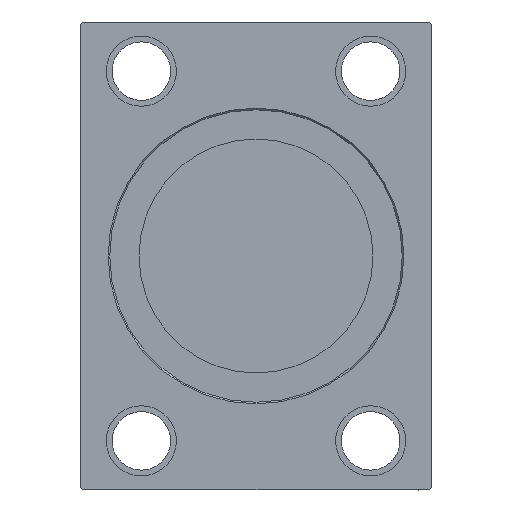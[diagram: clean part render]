
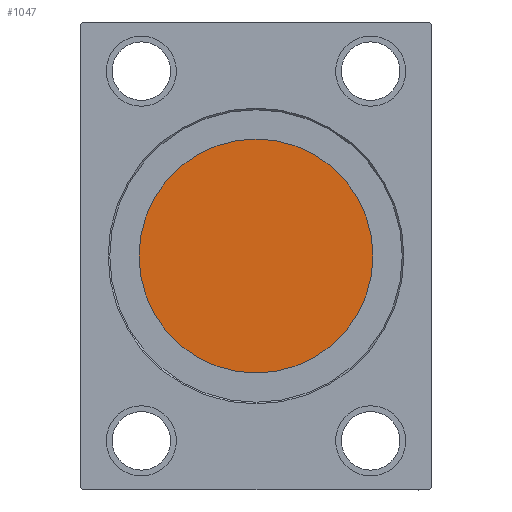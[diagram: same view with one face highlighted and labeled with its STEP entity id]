
A CAD part, left-side view. The second image highlights one B-rep face of the part: STEP entity #1047.
In plain terms, the highlighted planar face has unit normal (-1, 0, 0).
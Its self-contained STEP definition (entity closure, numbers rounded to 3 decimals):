
#253 = VERTEX_POINT ( 'NONE', #23881 ) ;
#1047 = ADVANCED_FACE ( 'NONE', ( #25560 ), #2587, .T. ) ;
#2587 = PLANE ( 'NONE',  #25086 ) ;
#3368 = CIRCLE ( 'NONE', #26712, 50. ) ;
#8253 = EDGE_CURVE ( 'NONE', #16349, #253, #18381, .T. ) ;
#11537 = CARTESIAN_POINT ( 'NONE',  ( 154.7, 0., 0. ) ) ;
#11958 = ORIENTED_EDGE ( 'NONE', *, *, #8253, .T. ) ;
#14337 = DIRECTION ( 'NONE',  ( -1., 0., 0. ) ) ;
#15212 = CARTESIAN_POINT ( 'NONE',  ( 154.7, 0., 0. ) ) ;
#15694 = DIRECTION ( 'NONE',  ( -1., 0., 0. ) ) ;
#16349 = VERTEX_POINT ( 'NONE', #30045 ) ;
#18381 = CIRCLE ( 'NONE', #21809, 50. ) ;
#21809 = AXIS2_PLACEMENT_3D ( 'NONE', #15212, #41397, #25067 ) ;
#23881 = CARTESIAN_POINT ( 'NONE',  ( 154.7, 0., -50. ) ) ;
#25067 = DIRECTION ( 'NONE',  ( 0., 0., 1. ) ) ;
#25086 = AXIS2_PLACEMENT_3D ( 'NONE', #41235, #15694, #38440 ) ;
#25560 = FACE_OUTER_BOUND ( 'NONE', #30834, .T. ) ;
#26712 = AXIS2_PLACEMENT_3D ( 'NONE', #11537, #14337, #27452 ) ;
#27452 = DIRECTION ( 'NONE',  ( 0., 0., 1. ) ) ;
#29313 = EDGE_CURVE ( 'NONE', #253, #16349, #3368, .T. ) ;
#30045 = CARTESIAN_POINT ( 'NONE',  ( 154.7, 0., 50. ) ) ;
#30834 = EDGE_LOOP ( 'NONE', ( #11958, #31775 ) ) ;
#31775 = ORIENTED_EDGE ( 'NONE', *, *, #29313, .T. ) ;
#38440 = DIRECTION ( 'NONE',  ( 0., 0., 1. ) ) ;
#41235 = CARTESIAN_POINT ( 'NONE',  ( 154.7, 0., 0. ) ) ;
#41397 = DIRECTION ( 'NONE',  ( -1., 0., 0. ) ) ;
